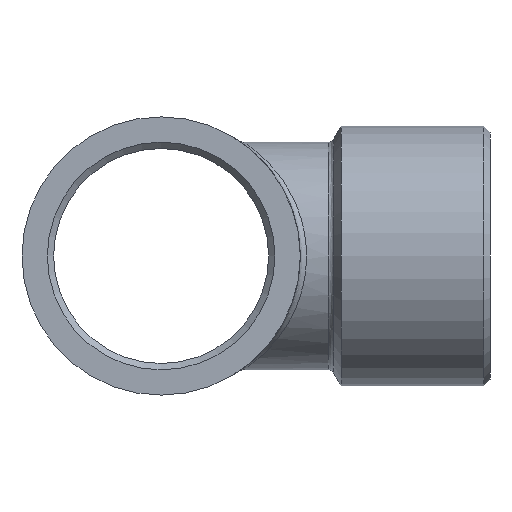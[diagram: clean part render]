
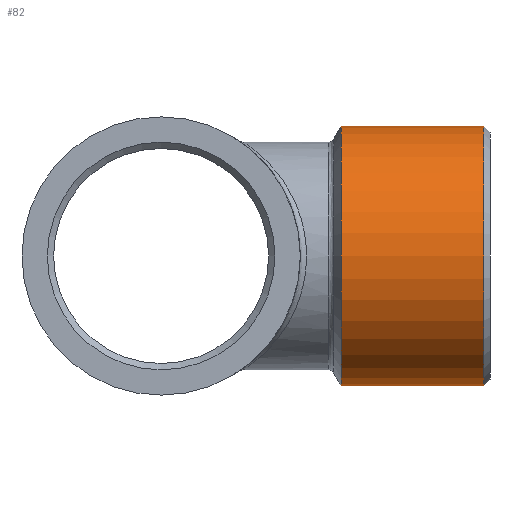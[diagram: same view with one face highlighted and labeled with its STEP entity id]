
A CAD part, front view. The second image highlights one B-rep face of the part: STEP entity #82.
In plain terms, the highlighted cylindrical face has radius 10.25 mm (diameter 20.5 mm), a full revolution.
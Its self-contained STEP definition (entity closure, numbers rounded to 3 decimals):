
#82 = ADVANCED_FACE( 'NONE', ( #119, #120 ), #121, .T. );
#119 = FACE_OUTER_BOUND( '', #340, .T. );
#120 = FACE_OUTER_BOUND( '', #341, .T. );
#121 = CYLINDRICAL_SURFACE( '', #342, 10.25 );
#340 = EDGE_LOOP( '', ( #615 ) );
#341 = EDGE_LOOP( '', ( #616 ) );
#342 = AXIS2_PLACEMENT_3D( '', #617, #618, #619 );
#615 = ORIENTED_EDGE( '', *, *, #719, .F. );
#616 = ORIENTED_EDGE( '', *, *, #717, .T. );
#617 = CARTESIAN_POINT( '', ( -1.384, 0., 0. ) );
#618 = DIRECTION( '', ( 1., 0., 0. ) );
#619 = DIRECTION( '', ( 0., 0., 1. ) );
#717 = EDGE_CURVE( 'NONE', #768, #768, #769, .T. );
#719 = EDGE_CURVE( 'NONE', #772, #772, #773, .T. );
#768 = VERTEX_POINT( '', #1043 );
#769 = CIRCLE( '', #1044, 10.25 );
#772 = VERTEX_POINT( '', #1047 );
#773 = CIRCLE( '', #1048, 10.25 );
#1043 = CARTESIAN_POINT( '', ( 25.5, 0., 10.25 ) );
#1044 = AXIS2_PLACEMENT_3D( '', #1140, #1141, #1142 );
#1047 = CARTESIAN_POINT( '', ( 14.222, 0., -10.25 ) );
#1048 = AXIS2_PLACEMENT_3D( '', #1146, #1147, #1148 );
#1140 = CARTESIAN_POINT( '', ( 25.5, 0., 0. ) );
#1141 = DIRECTION( '', ( -1., 0., 0. ) );
#1142 = DIRECTION( '', ( 0., 0., 1. ) );
#1146 = CARTESIAN_POINT( '', ( 14.222, 0., 0. ) );
#1147 = DIRECTION( '', ( -1., 0., 0. ) );
#1148 = DIRECTION( '', ( 0., 0., -1. ) );
